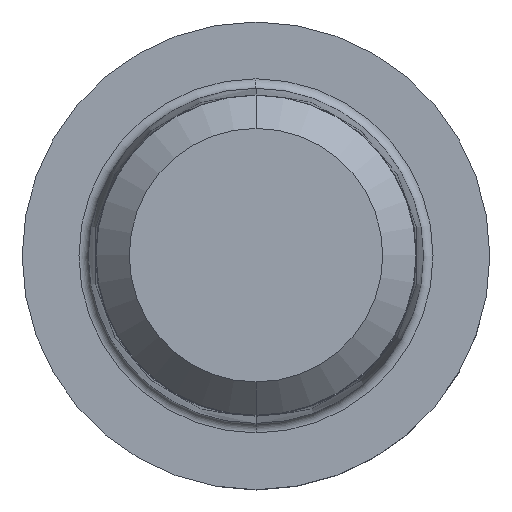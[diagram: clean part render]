
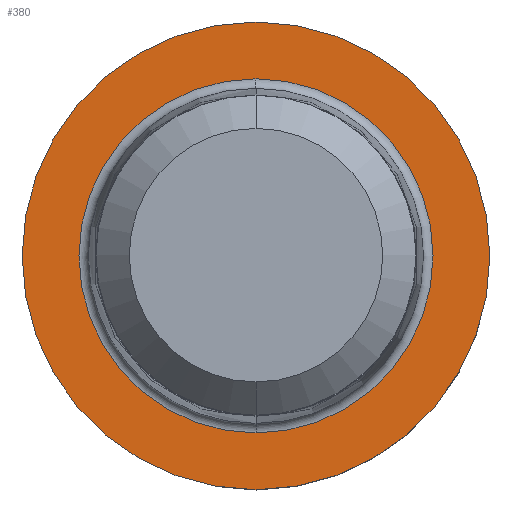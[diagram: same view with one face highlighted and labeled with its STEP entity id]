
A CAD part, top view. The second image highlights one B-rep face of the part: STEP entity #380.
In plain terms, the highlighted planar face has unit normal (0, 0, 1).
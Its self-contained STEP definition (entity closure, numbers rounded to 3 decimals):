
#202=EDGE_CURVE('',#404,#382,#499,.T.);
#284=EDGE_CURVE('',#434,#336,#589,.T.);
#326=EDGE_CURVE('',#336,#434,#639,.T.);
#332=EDGE_CURVE('',#382,#404,#645,.T.);
#336=VERTEX_POINT('',#651);
#380=ADVANCED_FACE('',(#700,#701),#702,.T.);
#382=VERTEX_POINT('',#704);
#404=VERTEX_POINT('',#729);
#434=VERTEX_POINT('',#761);
#499=CIRCLE('',#828,9.8);
#589=CIRCLE('',#944,7.42);
#639=CIRCLE('',#1005,7.42);
#645=CIRCLE('',#1015,9.8);
#651=CARTESIAN_POINT('',(0.0,7.42,0.01));
#700=FACE_OUTER_BOUND('',#1080,.T.);
#701=FACE_BOUND('',#1081,.T.);
#702=PLANE('',#1082);
#704=CARTESIAN_POINT('',(0.,-9.8,0.01));
#729=CARTESIAN_POINT('',(0.0,9.8,0.01));
#761=CARTESIAN_POINT('',(0.,-7.42,0.01));
#828=AXIS2_PLACEMENT_3D('',#1234,#1235,#1236);
#944=AXIS2_PLACEMENT_3D('',#1345,#1346,#1347);
#1005=AXIS2_PLACEMENT_3D('',#1422,#1423,#1424);
#1015=AXIS2_PLACEMENT_3D('',#1429,#1430,#1431);
#1080=EDGE_LOOP('',(#1500,#1501));
#1081=EDGE_LOOP('',(#1502,#1503));
#1082=AXIS2_PLACEMENT_3D('',#1504,#1505,#1506);
#1234=CARTESIAN_POINT('',(0.0,0.0,0.01));
#1235=DIRECTION('',(0.0,0.0,-1.0));
#1236=DIRECTION('',(0.0,1.0,0.0));
#1345=CARTESIAN_POINT('',(0.0,0.0,0.01));
#1346=DIRECTION('',(0.0,0.0,-1.0));
#1347=DIRECTION('',(0.0,1.0,0.0));
#1422=CARTESIAN_POINT('',(0.0,0.0,0.01));
#1423=DIRECTION('',(0.0,0.0,-1.0));
#1424=DIRECTION('',(0.0,1.0,0.0));
#1429=CARTESIAN_POINT('',(0.0,0.0,0.01));
#1430=DIRECTION('',(0.0,0.0,-1.0));
#1431=DIRECTION('',(0.0,1.0,0.0));
#1500=ORIENTED_EDGE('',*,*,#202,.F.);
#1501=ORIENTED_EDGE('',*,*,#332,.F.);
#1502=ORIENTED_EDGE('',*,*,#326,.T.);
#1503=ORIENTED_EDGE('',*,*,#284,.T.);
#1504=CARTESIAN_POINT('',(0.0,4.9,0.01));
#1505=DIRECTION('',(-0.0,0.0,1.0));
#1506=DIRECTION('',(0.0,-1.0,0.0));
